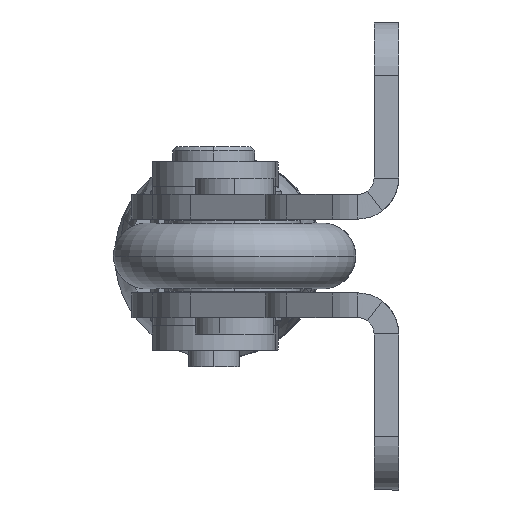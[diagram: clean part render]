
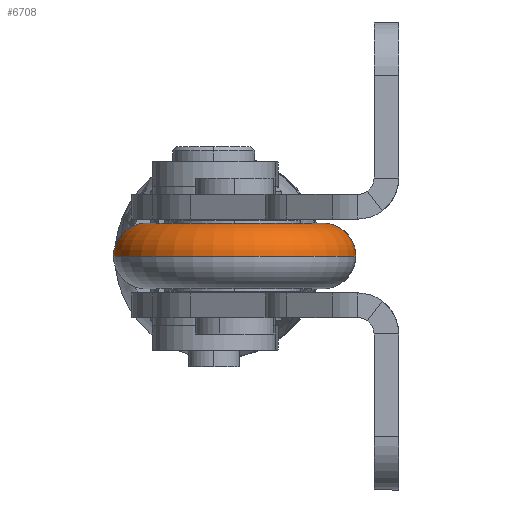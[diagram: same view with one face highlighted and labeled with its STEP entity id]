
A CAD part, left-side view. The second image highlights one B-rep face of the part: STEP entity #6708.
In plain terms, the highlighted toroidal (fillet/blend) face has major radius 10.75 mm and minor radius 4 mm.
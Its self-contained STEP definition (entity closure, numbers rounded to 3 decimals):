
#93 = ORIENTED_EDGE ( 'NONE', *, *, #3757, .T. ) ;
#448 = DIRECTION ( 'NONE',  ( 0., 0., -1. ) ) ;
#473 = DIRECTION ( 'NONE',  ( -1., 0.005, 0. ) ) ;
#476 = CARTESIAN_POINT ( 'NONE',  ( -52.451, -13.25, 0. ) ) ;
#500 = ORIENTED_EDGE ( 'NONE', *, *, #6802, .F. ) ;
#818 = EDGE_CURVE ( 'NONE', #5728, #1664, #11403, .T. ) ;
#990 = AXIS2_PLACEMENT_3D ( 'NONE', #10947, #11022, #11068 ) ;
#1383 = DIRECTION ( 'NONE',  ( 0., 0., 1. ) ) ;
#1664 = VERTEX_POINT ( 'NONE', #13062 ) ;
#1779 = DIRECTION ( 'NONE',  ( -1., 0.005, 0. ) ) ;
#1921 = CARTESIAN_POINT ( 'NONE',  ( -52.47, -17.25, 0. ) ) ;
#3377 = AXIS2_PLACEMENT_3D ( 'NONE', #7483, #1383, #8540 ) ;
#3733 = ORIENTED_EDGE ( 'NONE', *, *, #818, .F. ) ;
#3757 = EDGE_CURVE ( 'NONE', #11990, #5938, #8364, .T. ) ;
#3975 = DIRECTION ( 'NONE',  ( 0., 0., 1. ) ) ;
#4095 = FACE_OUTER_BOUND ( 'NONE', #9620, .T. ) ;
#4463 = CIRCLE ( 'NONE', #4643, 14.75 ) ;
#4643 = AXIS2_PLACEMENT_3D ( 'NONE', #6098, #13306, #7133 ) ;
#4989 = DIRECTION ( 'NONE',  ( 1., -0.005, 0. ) ) ;
#5728 = VERTEX_POINT ( 'NONE', #10187 ) ;
#5938 = VERTEX_POINT ( 'NONE', #8612 ) ;
#5983 = CARTESIAN_POINT ( 'NONE',  ( -52.432, -9.25, 0. ) ) ;
#6012 = CARTESIAN_POINT ( 'NONE',  ( -52.4, -2.5, 0. ) ) ;
#6098 = CARTESIAN_POINT ( 'NONE',  ( -52.4, -2.5, 0. ) ) ;
#6708 = ADVANCED_FACE ( 'NONE', ( #4095 ), #7968, .T. ) ;
#6802 = EDGE_CURVE ( 'NONE', #1664, #12591, #11199, .T. ) ;
#7133 = DIRECTION ( 'NONE',  ( 1., 0., 0. ) ) ;
#7483 = CARTESIAN_POINT ( 'NONE',  ( -52.4, -2.5, 0. ) ) ;
#7509 = AXIS2_PLACEMENT_3D ( 'NONE', #476, #473, #448 ) ;
#7772 = AXIS2_PLACEMENT_3D ( 'NONE', #6012, #3975, #4989 ) ;
#7904 = CARTESIAN_POINT ( 'NONE',  ( -52.451, -13.25, 0. ) ) ;
#7968 = TOROIDAL_SURFACE ( 'NONE', #7772, 10.75, 4. ) ;
#8364 = CIRCLE ( 'NONE', #7509, 4. ) ;
#8540 = DIRECTION ( 'NONE',  ( 1., 0., 0. ) ) ;
#8612 = CARTESIAN_POINT ( 'NONE',  ( -52.451, -13.25, 4. ) ) ;
#8952 = DIRECTION ( 'NONE',  ( 0., 0., -1. ) ) ;
#9455 = CIRCLE ( 'NONE', #12194, 4. ) ;
#9620 = EDGE_LOOP ( 'NONE', ( #3733, #12006, #93, #10251, #500 ) ) ;
#9756 = EDGE_CURVE ( 'NONE', #5728, #11990, #4463, .T. ) ;
#10187 = CARTESIAN_POINT ( 'NONE',  ( -52.33, 12.25, 0. ) ) ;
#10251 = ORIENTED_EDGE ( 'NONE', *, *, #10939, .T. ) ;
#10939 = EDGE_CURVE ( 'NONE', #5938, #12591, #9455, .T. ) ;
#10947 = CARTESIAN_POINT ( 'NONE',  ( -52.349, 8.25, 0. ) ) ;
#11022 = DIRECTION ( 'NONE',  ( 1., -0.005, 0. ) ) ;
#11068 = DIRECTION ( 'NONE',  ( 0., 0., -1. ) ) ;
#11199 = CIRCLE ( 'NONE', #3377, 6.75 ) ;
#11403 = CIRCLE ( 'NONE', #990, 4. ) ;
#11990 = VERTEX_POINT ( 'NONE', #1921 ) ;
#12006 = ORIENTED_EDGE ( 'NONE', *, *, #9756, .T. ) ;
#12194 = AXIS2_PLACEMENT_3D ( 'NONE', #7904, #1779, #8952 ) ;
#12591 = VERTEX_POINT ( 'NONE', #5983 ) ;
#13062 = CARTESIAN_POINT ( 'NONE',  ( -52.368, 4.25, 0. ) ) ;
#13306 = DIRECTION ( 'NONE',  ( 0., 0., 1. ) ) ;
